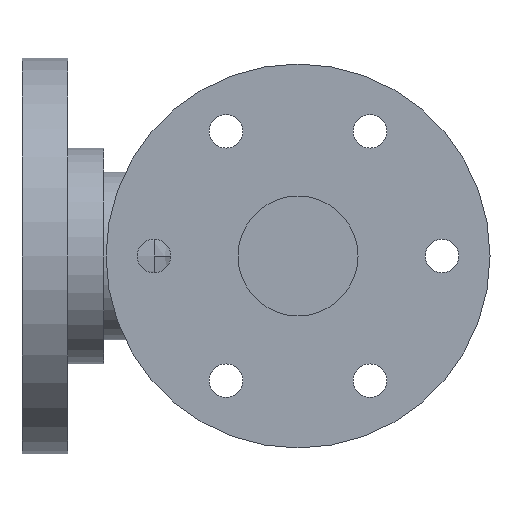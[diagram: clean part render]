
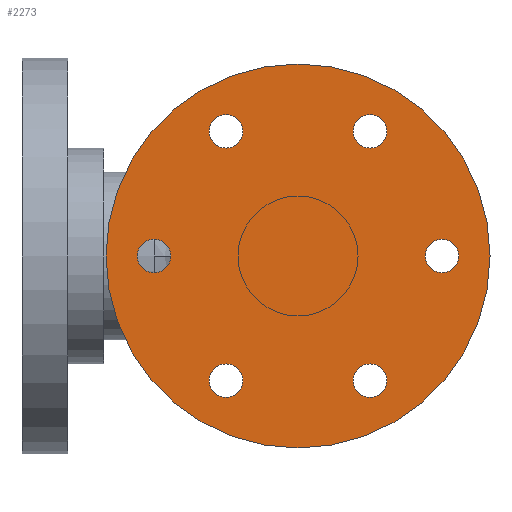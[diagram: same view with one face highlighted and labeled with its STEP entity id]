
A CAD part, left-side view. The second image highlights one B-rep face of the part: STEP entity #2273.
In plain terms, the highlighted planar face has unit normal (-1, 0, 0).
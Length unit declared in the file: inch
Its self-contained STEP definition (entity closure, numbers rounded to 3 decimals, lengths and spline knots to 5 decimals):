
#3 = AXIS2_PLACEMENT_3D ( 'NONE', #1534, #1495, #1253 ) ;
#42 = VERTEX_POINT ( 'NONE', #1428 ) ;
#46 = CIRCLE ( 'NONE', #1040, 0.27559 ) ;
#52 = DIRECTION ( 'NONE',  ( 0., 0., -1. ) ) ;
#59 = DIRECTION ( 'NONE',  ( 0., 0., -1. ) ) ;
#71 = EDGE_LOOP ( 'NONE', ( #1801, #2039 ) ) ;
#77 = CIRCLE ( 'NONE', #2646, 0.27559 ) ;
#116 = CARTESIAN_POINT ( 'NONE',  ( -4.52756, 1.1811, -2.32132 ) ) ;
#131 = CARTESIAN_POINT ( 'NONE',  ( -4.52756, -2.3622, -0.27559 ) ) ;
#157 = DIRECTION ( 'NONE',  ( 0., 0., -1. ) ) ;
#213 = AXIS2_PLACEMENT_3D ( 'NONE', #492, #2582, #543 ) ;
#216 = DIRECTION ( 'NONE',  ( -1., 0., 0. ) ) ;
#229 = CARTESIAN_POINT ( 'NONE',  ( -4.52756, -1.1811, -1.77014 ) ) ;
#264 = AXIS2_PLACEMENT_3D ( 'NONE', #2131, #857, #663 ) ;
#267 = DIRECTION ( 'NONE',  ( -1., 0., 0. ) ) ;
#358 = EDGE_LOOP ( 'NONE', ( #1065, #654 ) ) ;
#369 = CARTESIAN_POINT ( 'NONE',  ( -4.52756, 2.3622, 0. ) ) ;
#372 = DIRECTION ( 'NONE',  ( -1., 0., 0. ) ) ;
#430 = AXIS2_PLACEMENT_3D ( 'NONE', #2132, #267, #2526 ) ;
#436 = CARTESIAN_POINT ( 'NONE',  ( -4.52756, 0., 0. ) ) ;
#446 = CARTESIAN_POINT ( 'NONE',  ( -4.52756, 1.1811, 2.32132 ) ) ;
#447 = VERTEX_POINT ( 'NONE', #612 ) ;
#473 = CIRCLE ( 'NONE', #682, 0.27559 ) ;
#478 = VERTEX_POINT ( 'NONE', #2541 ) ;
#484 = EDGE_CURVE ( 'NONE', #42, #803, #1486, .T. ) ;
#490 = ORIENTED_EDGE ( 'NONE', *, *, #1599, .F. ) ;
#492 = CARTESIAN_POINT ( 'NONE',  ( -4.52756, 0., 0. ) ) ;
#499 = VERTEX_POINT ( 'NONE', #446 ) ;
#534 = VERTEX_POINT ( 'NONE', #131 ) ;
#543 = DIRECTION ( 'NONE',  ( 0., 0., -1. ) ) ;
#557 = AXIS2_PLACEMENT_3D ( 'NONE', #1508, #2309, #59 ) ;
#588 = VERTEX_POINT ( 'NONE', #1354 ) ;
#595 = DIRECTION ( 'NONE',  ( 0., 0., -1. ) ) ;
#612 = CARTESIAN_POINT ( 'NONE',  ( -4.52756, 2.3622, -0.27559 ) ) ;
#633 = CARTESIAN_POINT ( 'NONE',  ( -4.52756, -1.1811, -2.32132 ) ) ;
#654 = ORIENTED_EDGE ( 'NONE', *, *, #1712, .F. ) ;
#663 = DIRECTION ( 'NONE',  ( 0., 0., -1. ) ) ;
#682 = AXIS2_PLACEMENT_3D ( 'NONE', #369, #1817, #1638 ) ;
#726 = EDGE_CURVE ( 'NONE', #2682, #499, #908, .T. ) ;
#746 = ORIENTED_EDGE ( 'NONE', *, *, #2540, .F. ) ;
#803 = VERTEX_POINT ( 'NONE', #2581 ) ;
#807 = DIRECTION ( 'NONE',  ( 1., 0., 0. ) ) ;
#857 = DIRECTION ( 'NONE',  ( -1., 0., 0. ) ) ;
#892 = EDGE_LOOP ( 'NONE', ( #976, #1360 ) ) ;
#908 = CIRCLE ( 'NONE', #264, 0.27559 ) ;
#918 = CARTESIAN_POINT ( 'NONE',  ( -4.52756, 1.1811, 1.77014 ) ) ;
#927 = EDGE_CURVE ( 'NONE', #1549, #2102, #2396, .T. ) ;
#937 = AXIS2_PLACEMENT_3D ( 'NONE', #1262, #1928, #52 ) ;
#948 = ORIENTED_EDGE ( 'NONE', *, *, #726, .F. ) ;
#960 = ORIENTED_EDGE ( 'NONE', *, *, #484, .F. ) ;
#976 = ORIENTED_EDGE ( 'NONE', *, *, #2072, .F. ) ;
#979 = CARTESIAN_POINT ( 'NONE',  ( -4.52756, -1.1811, -2.04573 ) ) ;
#990 = CIRCLE ( 'NONE', #2562, 0.27559 ) ;
#1007 = CARTESIAN_POINT ( 'NONE',  ( -4.52756, -1.1811, -2.04573 ) ) ;
#1027 = CARTESIAN_POINT ( 'NONE',  ( -4.52756, -1.1811, 2.04573 ) ) ;
#1040 = AXIS2_PLACEMENT_3D ( 'NONE', #2280, #1672, #595 ) ;
#1041 = DIRECTION ( 'NONE',  ( -1., 0., 0. ) ) ;
#1065 = ORIENTED_EDGE ( 'NONE', *, *, #2585, .F. ) ;
#1089 = EDGE_LOOP ( 'NONE', ( #960, #2413 ) ) ;
#1095 = EDGE_CURVE ( 'NONE', #1595, #1319, #1968, .T. ) ;
#1119 = AXIS2_PLACEMENT_3D ( 'NONE', #2465, #807, #2045 ) ;
#1135 = EDGE_LOOP ( 'NONE', ( #2182, #1858 ) ) ;
#1174 = CIRCLE ( 'NONE', #3, 0.27559 ) ;
#1213 = AXIS2_PLACEMENT_3D ( 'NONE', #979, #372, #2262 ) ;
#1247 = DIRECTION ( 'NONE',  ( 0., 0., -1. ) ) ;
#1250 = AXIS2_PLACEMENT_3D ( 'NONE', #1027, #1041, #1676 ) ;
#1253 = DIRECTION ( 'NONE',  ( 0., 0., -1. ) ) ;
#1262 = CARTESIAN_POINT ( 'NONE',  ( -4.52756, 1.1811, 2.04573 ) ) ;
#1266 = CARTESIAN_POINT ( 'NONE',  ( -4.52756, -2.3622, 0. ) ) ;
#1319 = VERTEX_POINT ( 'NONE', #116 ) ;
#1340 = CIRCLE ( 'NONE', #430, 0.27559 ) ;
#1354 = CARTESIAN_POINT ( 'NONE',  ( -4.52756, 0., -3.14961 ) ) ;
#1360 = ORIENTED_EDGE ( 'NONE', *, *, #1375, .F. ) ;
#1362 = FACE_BOUND ( 'NONE', #2084, .T. ) ;
#1375 = EDGE_CURVE ( 'NONE', #2098, #534, #46, .T. ) ;
#1428 = CARTESIAN_POINT ( 'NONE',  ( -4.52756, -1.1811, 1.77014 ) ) ;
#1486 = CIRCLE ( 'NONE', #557, 0.27559 ) ;
#1495 = DIRECTION ( 'NONE',  ( -1., 0., 0. ) ) ;
#1505 = CARTESIAN_POINT ( 'NONE',  ( -4.52756, 1.1811, -1.77014 ) ) ;
#1508 = CARTESIAN_POINT ( 'NONE',  ( -4.52756, -1.1811, 2.04573 ) ) ;
#1513 = CIRCLE ( 'NONE', #937, 0.27559 ) ;
#1530 = FACE_OUTER_BOUND ( 'NONE', #358, .T. ) ;
#1534 = CARTESIAN_POINT ( 'NONE',  ( -4.52756, 2.3622, 0. ) ) ;
#1549 = VERTEX_POINT ( 'NONE', #229 ) ;
#1570 = ORIENTED_EDGE ( 'NONE', *, *, #2332, .F. ) ;
#1573 = FACE_BOUND ( 'NONE', #1135, .T. ) ;
#1595 = VERTEX_POINT ( 'NONE', #1505 ) ;
#1599 = EDGE_CURVE ( 'NONE', #447, #478, #1174, .T. ) ;
#1622 = EDGE_CURVE ( 'NONE', #1319, #1595, #1340, .T. ) ;
#1638 = DIRECTION ( 'NONE',  ( 0., 0., -1. ) ) ;
#1663 = CARTESIAN_POINT ( 'NONE',  ( -4.52756, 1.1811, -2.04573 ) ) ;
#1672 = DIRECTION ( 'NONE',  ( -1., 0., 0. ) ) ;
#1676 = DIRECTION ( 'NONE',  ( 0., 0., -1. ) ) ;
#1712 = EDGE_CURVE ( 'NONE', #2563, #588, #1827, .T. ) ;
#1801 = ORIENTED_EDGE ( 'NONE', *, *, #1622, .F. ) ;
#1805 = PLANE ( 'NONE',  #1119 ) ;
#1817 = DIRECTION ( 'NONE',  ( -1., 0., 0. ) ) ;
#1827 = CIRCLE ( 'NONE', #213, 3.14961 ) ;
#1858 = ORIENTED_EDGE ( 'NONE', *, *, #927, .F. ) ;
#1879 = AXIS2_PLACEMENT_3D ( 'NONE', #1663, #216, #2040 ) ;
#1898 = DIRECTION ( 'NONE',  ( 0., 0., -1. ) ) ;
#1901 = DIRECTION ( 'NONE',  ( -1., 0., 0. ) ) ;
#1928 = DIRECTION ( 'NONE',  ( -1., 0., 0. ) ) ;
#1968 = CIRCLE ( 'NONE', #1879, 0.27559 ) ;
#1979 = EDGE_CURVE ( 'NONE', #2102, #1549, #990, .T. ) ;
#2039 = ORIENTED_EDGE ( 'NONE', *, *, #1095, .F. ) ;
#2040 = DIRECTION ( 'NONE',  ( 0., 0., -1. ) ) ;
#2045 = DIRECTION ( 'NONE',  ( 0., 0., -1. ) ) ;
#2072 = EDGE_CURVE ( 'NONE', #534, #2098, #77, .T. ) ;
#2083 = CIRCLE ( 'NONE', #1250, 0.27559 ) ;
#2084 = EDGE_LOOP ( 'NONE', ( #490, #1570 ) ) ;
#2086 = CARTESIAN_POINT ( 'NONE',  ( -4.52756, -2.3622, 0.27559 ) ) ;
#2098 = VERTEX_POINT ( 'NONE', #2086 ) ;
#2102 = VERTEX_POINT ( 'NONE', #633 ) ;
#2118 = CIRCLE ( 'NONE', #2467, 3.14961 ) ;
#2131 = CARTESIAN_POINT ( 'NONE',  ( -4.52756, 1.1811, 2.04573 ) ) ;
#2132 = CARTESIAN_POINT ( 'NONE',  ( -4.52756, 1.1811, -2.04573 ) ) ;
#2153 = EDGE_LOOP ( 'NONE', ( #948, #746 ) ) ;
#2182 = ORIENTED_EDGE ( 'NONE', *, *, #1979, .F. ) ;
#2184 = FACE_BOUND ( 'NONE', #71, .T. ) ;
#2207 = FACE_BOUND ( 'NONE', #892, .T. ) ;
#2262 = DIRECTION ( 'NONE',  ( 0., 0., -1. ) ) ;
#2273 = ADVANCED_FACE ( 'NONE', ( #2184, #1573, #2207, #2400, #2564, #1362, #1530 ), #1805, .F. ) ;
#2280 = CARTESIAN_POINT ( 'NONE',  ( -4.52756, -2.3622, 0. ) ) ;
#2309 = DIRECTION ( 'NONE',  ( -1., 0., 0. ) ) ;
#2332 = EDGE_CURVE ( 'NONE', #478, #447, #473, .T. ) ;
#2396 = CIRCLE ( 'NONE', #1213, 0.27559 ) ;
#2400 = FACE_BOUND ( 'NONE', #1089, .T. ) ;
#2413 = ORIENTED_EDGE ( 'NONE', *, *, #2458, .F. ) ;
#2458 = EDGE_CURVE ( 'NONE', #803, #42, #2083, .T. ) ;
#2465 = CARTESIAN_POINT ( 'NONE',  ( -4.52756, 0., 0. ) ) ;
#2467 = AXIS2_PLACEMENT_3D ( 'NONE', #436, #2517, #1898 ) ;
#2517 = DIRECTION ( 'NONE',  ( 1., 0., 0. ) ) ;
#2526 = DIRECTION ( 'NONE',  ( 0., 0., -1. ) ) ;
#2540 = EDGE_CURVE ( 'NONE', #499, #2682, #1513, .T. ) ;
#2541 = CARTESIAN_POINT ( 'NONE',  ( -4.52756, 2.3622, 0.27559 ) ) ;
#2562 = AXIS2_PLACEMENT_3D ( 'NONE', #1007, #2645, #157 ) ;
#2563 = VERTEX_POINT ( 'NONE', #2696 ) ;
#2564 = FACE_BOUND ( 'NONE', #2153, .T. ) ;
#2581 = CARTESIAN_POINT ( 'NONE',  ( -4.52756, -1.1811, 2.32132 ) ) ;
#2582 = DIRECTION ( 'NONE',  ( 1., 0., 0. ) ) ;
#2585 = EDGE_CURVE ( 'NONE', #588, #2563, #2118, .T. ) ;
#2645 = DIRECTION ( 'NONE',  ( -1., 0., 0. ) ) ;
#2646 = AXIS2_PLACEMENT_3D ( 'NONE', #1266, #1901, #1247 ) ;
#2682 = VERTEX_POINT ( 'NONE', #918 ) ;
#2696 = CARTESIAN_POINT ( 'NONE',  ( -4.52756, 0., 3.14961 ) ) ;
